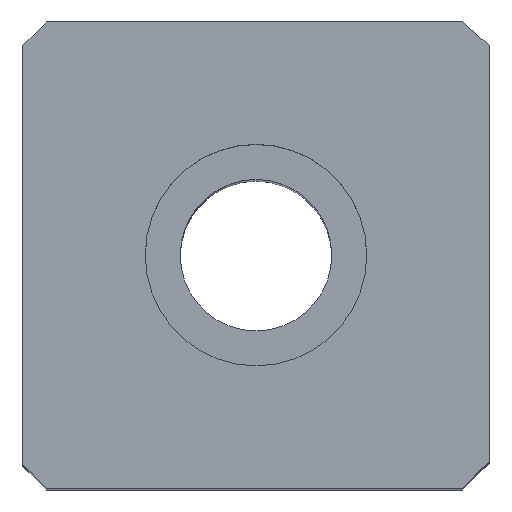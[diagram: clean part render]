
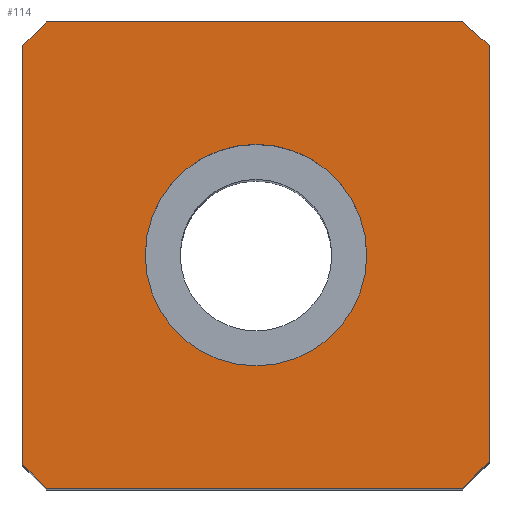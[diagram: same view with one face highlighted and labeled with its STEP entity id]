
A CAD part, top view. The second image highlights one B-rep face of the part: STEP entity #114.
In plain terms, the highlighted planar face has unit normal (0, 0, 1).
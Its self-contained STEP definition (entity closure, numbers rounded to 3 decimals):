
#24 = VERTEX_POINT ( 'NONE', #608 ) ;
#68 = CARTESIAN_POINT ( 'NONE',  ( -18., -20., 90. ) ) ;
#70 = CARTESIAN_POINT ( 'NONE',  ( -20., -18., 90. ) ) ;
#74 = EDGE_CURVE ( 'NONE', #680, #288, #619, .T. ) ;
#83 = CARTESIAN_POINT ( 'NONE',  ( 20., -17.736, 90. ) ) ;
#97 = VECTOR ( 'NONE', #305, 1000. ) ;
#102 = CARTESIAN_POINT ( 'NONE',  ( 0., 0., 90. ) ) ;
#104 = ORIENTED_EDGE ( 'NONE', *, *, #454, .T. ) ;
#114 = ADVANCED_FACE ( 'NONE', ( #335, #575 ), #646, .T. ) ;
#134 = LINE ( 'NONE', #444, #97 ) ;
#137 = LINE ( 'NONE', #461, #308 ) ;
#174 = DIRECTION ( 'NONE',  ( 0.707, -0.707, 0. ) ) ;
#182 = ORIENTED_EDGE ( 'NONE', *, *, #676, .F. ) ;
#187 = ORIENTED_EDGE ( 'NONE', *, *, #74, .T. ) ;
#203 = VERTEX_POINT ( 'NONE', #678 ) ;
#205 = ORIENTED_EDGE ( 'NONE', *, *, #455, .T. ) ;
#210 = CARTESIAN_POINT ( 'NONE',  ( 20., 18., 90. ) ) ;
#218 = DIRECTION ( 'NONE',  ( -0.749, 0.662, 0. ) ) ;
#222 = VERTEX_POINT ( 'NONE', #267 ) ;
#228 = DIRECTION ( 'NONE',  ( 0.707, 0.707, 0. ) ) ;
#229 = CARTESIAN_POINT ( 'NONE',  ( -20., 18., 90. ) ) ;
#234 = CARTESIAN_POINT ( 'NONE',  ( -20., -18., 90. ) ) ;
#258 = DIRECTION ( 'NONE',  ( 0., 0., 1. ) ) ;
#267 = CARTESIAN_POINT ( 'NONE',  ( 9.5, 0., 90. ) ) ;
#269 = VERTEX_POINT ( 'NONE', #888 ) ;
#277 = EDGE_LOOP ( 'NONE', ( #899, #182 ) ) ;
#288 = VERTEX_POINT ( 'NONE', #68 ) ;
#293 = DIRECTION ( 'NONE',  ( 0., 1., 0. ) ) ;
#299 = CARTESIAN_POINT ( 'NONE',  ( 17.736, -20., 90. ) ) ;
#305 = DIRECTION ( 'NONE',  ( -0.707, -0.707, 0. ) ) ;
#308 = VECTOR ( 'NONE', #1000, 1000. ) ;
#311 = EDGE_CURVE ( 'NONE', #493, #680, #871, .T. ) ;
#318 = DIRECTION ( 'NONE',  ( 1., 0., 0. ) ) ;
#335 = FACE_BOUND ( 'NONE', #277, .T. ) ;
#356 = VECTOR ( 'NONE', #218, 1000. ) ;
#362 = ORIENTED_EDGE ( 'NONE', *, *, #383, .T. ) ;
#364 = CARTESIAN_POINT ( 'NONE',  ( 0., 0., 90. ) ) ;
#376 = ORIENTED_EDGE ( 'NONE', *, *, #472, .T. ) ;
#383 = EDGE_CURVE ( 'NONE', #24, #781, #137, .T. ) ;
#387 = AXIS2_PLACEMENT_3D ( 'NONE', #102, #258, #318 ) ;
#408 = ORIENTED_EDGE ( 'NONE', *, *, #311, .T. ) ;
#428 = CARTESIAN_POINT ( 'NONE',  ( -9.5, 0., 90. ) ) ;
#444 = CARTESIAN_POINT ( 'NONE',  ( -18., 20., 90. ) ) ;
#454 = EDGE_CURVE ( 'NONE', #827, #203, #774, .T. ) ;
#455 = EDGE_CURVE ( 'NONE', #203, #269, #914, .T. ) ;
#461 = CARTESIAN_POINT ( 'NONE',  ( 17.736, 20., 90. ) ) ;
#472 = EDGE_CURVE ( 'NONE', #269, #24, #911, .T. ) ;
#491 = DIRECTION ( 'NONE',  ( 0., 0., 1. ) ) ;
#493 = VERTEX_POINT ( 'NONE', #229 ) ;
#504 = VECTOR ( 'NONE', #228, 1000. ) ;
#520 = CARTESIAN_POINT ( 'NONE',  ( -18., 20., 90. ) ) ;
#532 = AXIS2_PLACEMENT_3D ( 'NONE', #364, #979, #907 ) ;
#533 = CARTESIAN_POINT ( 'NONE',  ( 17.736, -20., 90. ) ) ;
#534 = VECTOR ( 'NONE', #902, 1000. ) ;
#539 = ORIENTED_EDGE ( 'NONE', *, *, #767, .T. ) ;
#575 = FACE_OUTER_BOUND ( 'NONE', #891, .T. ) ;
#594 = EDGE_CURVE ( 'NONE', #222, #673, #629, .T. ) ;
#597 = LINE ( 'NONE', #969, #534 ) ;
#608 = CARTESIAN_POINT ( 'NONE',  ( 17.736, 20., 90. ) ) ;
#614 = VECTOR ( 'NONE', #950, 1000. ) ;
#619 = LINE ( 'NONE', #234, #890 ) ;
#627 = DIRECTION ( 'NONE',  ( 1., 0., 0. ) ) ;
#629 = CIRCLE ( 'NONE', #387, 9.5 ) ;
#646 = PLANE ( 'NONE',  #824 ) ;
#673 = VERTEX_POINT ( 'NONE', #428 ) ;
#676 = EDGE_CURVE ( 'NONE', #673, #222, #840, .T. ) ;
#678 = CARTESIAN_POINT ( 'NONE',  ( 20., -17.736, 90. ) ) ;
#680 = VERTEX_POINT ( 'NONE', #70 ) ;
#702 = ORIENTED_EDGE ( 'NONE', *, *, #804, .T. ) ;
#708 = CARTESIAN_POINT ( 'NONE',  ( -20., 18., 90. ) ) ;
#718 = CARTESIAN_POINT ( 'NONE',  ( 0., 0., 90. ) ) ;
#767 = EDGE_CURVE ( 'NONE', #288, #827, #597, .T. ) ;
#774 = LINE ( 'NONE', #299, #504 ) ;
#781 = VERTEX_POINT ( 'NONE', #520 ) ;
#804 = EDGE_CURVE ( 'NONE', #781, #493, #134, .T. ) ;
#824 = AXIS2_PLACEMENT_3D ( 'NONE', #718, #491, #627 ) ;
#825 = VECTOR ( 'NONE', #293, 1000. ) ;
#827 = VERTEX_POINT ( 'NONE', #533 ) ;
#840 = CIRCLE ( 'NONE', #532, 9.5 ) ;
#871 = LINE ( 'NONE', #708, #614 ) ;
#888 = CARTESIAN_POINT ( 'NONE',  ( 20., 18., 90. ) ) ;
#890 = VECTOR ( 'NONE', #174, 1000. ) ;
#891 = EDGE_LOOP ( 'NONE', ( #702, #408, #187, #539, #104, #205, #376, #362 ) ) ;
#899 = ORIENTED_EDGE ( 'NONE', *, *, #594, .F. ) ;
#902 = DIRECTION ( 'NONE',  ( 1., 0., 0. ) ) ;
#907 = DIRECTION ( 'NONE',  ( 1., 0., 0. ) ) ;
#911 = LINE ( 'NONE', #210, #356 ) ;
#914 = LINE ( 'NONE', #83, #825 ) ;
#950 = DIRECTION ( 'NONE',  ( 0., -1., 0. ) ) ;
#969 = CARTESIAN_POINT ( 'NONE',  ( -18., -20., 90. ) ) ;
#979 = DIRECTION ( 'NONE',  ( 0., 0., 1. ) ) ;
#1000 = DIRECTION ( 'NONE',  ( -1., 0., 0. ) ) ;
